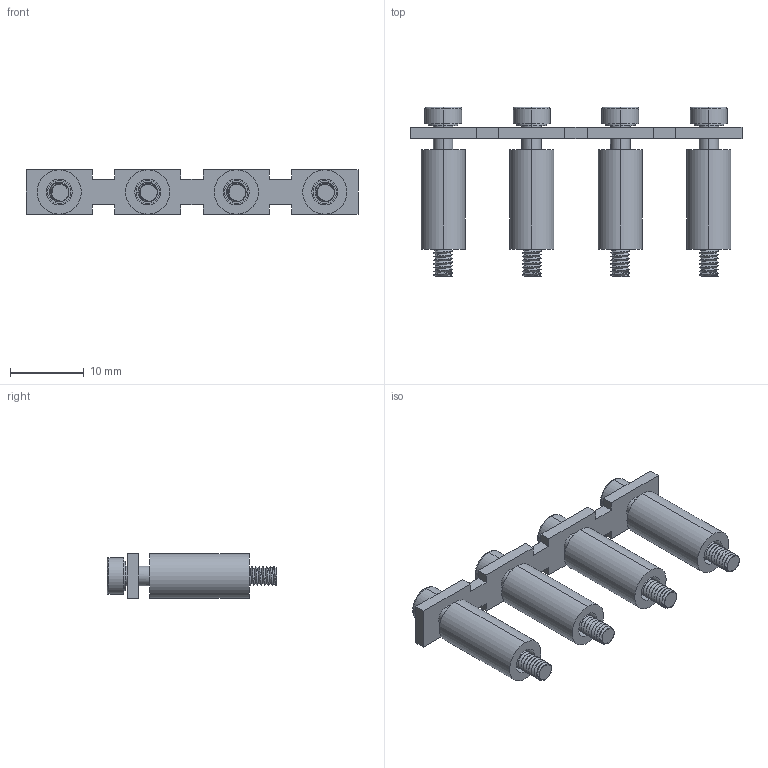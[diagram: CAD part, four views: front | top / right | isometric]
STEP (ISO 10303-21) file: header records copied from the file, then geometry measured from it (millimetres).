
FILE_DESCRIPTION (( 'STEP AP214' ), '1' );
FILE_NAME ('KN-4J4.step', '2015-05-04T11:22:46', ( '' ), ( '' ), 'SwSTEP 2.0', 'SolidWorks 2014', '' );
FILE_SCHEMA (( 'AUTOMOTIVE_DESIGN' ));
Length unit declared in the file: millimetre
Products named in the file (1): KN-4J4
Bounding box: 45 x 23 x 6 mm (x, y, z)
Volume: 1901 mm3; surface area: 3747.4 mm2
Topology: 13 solids, 13 shells, 166 faces, 388 edges, 252 vertices
Faces by surface type: plane 82, cylinder 60, bspline 16, torus 8
Entity records: 12626 total; most frequent: CARTESIAN_POINT 7739, DIRECTION 790, ORIENTED_EDGE 776, EDGE_CURVE 388, AXIS2_PLACEMENT_3D 291, VERTEX_POINT 252, VECTOR 208, LINE 208
